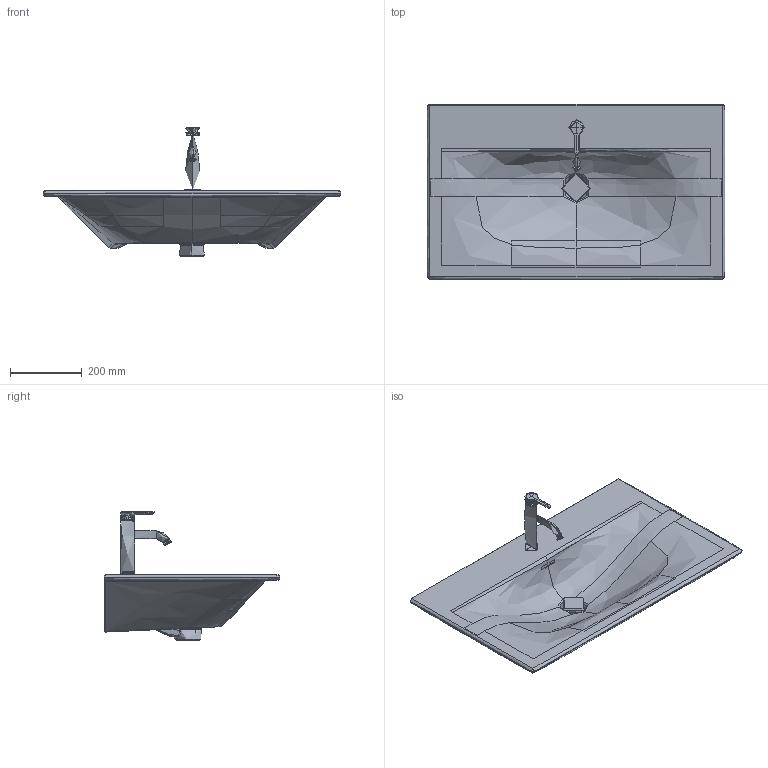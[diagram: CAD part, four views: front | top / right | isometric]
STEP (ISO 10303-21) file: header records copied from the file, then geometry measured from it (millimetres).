
FILE_DESCRIPTION(/* description */ (''),/* implementation_level */ '2;1');
FILE_NAME(/* name */ '234483_neu',/* time_stamp */ '2019-02-18T14:18:15+01:00',/* author */ (''),/* organization */ (''),/* preprocessor_version */ 'ST-DEVELOPER v15',/* originating_system */ '',/* authorisation */ '');
FILE_SCHEMA (('AUTOMOTIVE_DESIGN'));
Length unit declared in the file: millimetre
Products named in the file (1): Document
Bounding box: 830 x 489.03 x 357.95 mm (x, y, z)
Volume: 42472.6 mm3; surface area: 1232981.1 mm2
Topology: 8 solids, 16 shells, 795 faces, 1883 edges, 1102 vertices
Faces by surface type: bspline 795
Entity records: 100301 total; most frequent: CARTESIAN_POINT 77273, B_SPLINE_CURVE_WITH_KNOTS 4337, ORIENTED_EDGE 3673, PCURVE 3673, DEFINITIONAL_REPRESENTATION 3673, SURFACE_CURVE 1855, EDGE_CURVE 1855, VERTEX_POINT 1102
